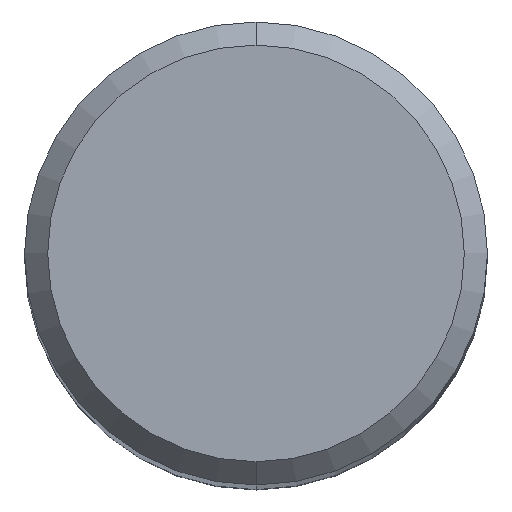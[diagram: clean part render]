
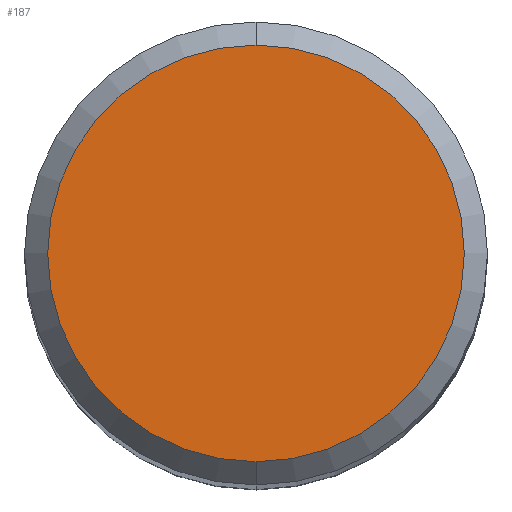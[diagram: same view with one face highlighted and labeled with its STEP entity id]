
A CAD part, top view. The second image highlights one B-rep face of the part: STEP entity #187.
In plain terms, the highlighted planar face has unit normal (0, 0, 1).
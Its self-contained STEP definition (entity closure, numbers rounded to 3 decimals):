
#187=ADVANCED_FACE('',(#467),#468,.T.);
#193=EDGE_CURVE('',#221,#325,#474,.T.);
#221=VERTEX_POINT('',#503);
#307=EDGE_CURVE('',#325,#221,#594,.T.);
#325=VERTEX_POINT('',#616);
#467=FACE_OUTER_BOUND('',#826,.T.);
#468=PLANE('',#827);
#474=CIRCLE('',#843,9.0);
#503=CARTESIAN_POINT('',(0.,-9.0,0.0));
#594=CIRCLE('',#1300,9.0);
#616=CARTESIAN_POINT('',(0.0,9.0,0.0));
#826=EDGE_LOOP('',(#1528,#1529));
#827=AXIS2_PLACEMENT_3D('',#1530,#1531,#1532);
#843=AXIS2_PLACEMENT_3D('',#1534,#1535,#1536);
#1300=AXIS2_PLACEMENT_3D('',#1624,#1625,#1626);
#1528=ORIENTED_EDGE('',*,*,#307,.F.);
#1529=ORIENTED_EDGE('',*,*,#193,.F.);
#1530=CARTESIAN_POINT('',(0.0,4.5,0.0));
#1531=DIRECTION('',(-0.0,0.0,1.0));
#1532=DIRECTION('',(0.0,-1.0,0.0));
#1534=CARTESIAN_POINT('',(0.0,0.0,0.0));
#1535=DIRECTION('',(0.0,0.0,-1.0));
#1536=DIRECTION('',(0.0,1.0,0.0));
#1624=CARTESIAN_POINT('',(0.0,0.0,0.0));
#1625=DIRECTION('',(0.0,0.0,-1.0));
#1626=DIRECTION('',(0.0,1.0,0.0));
